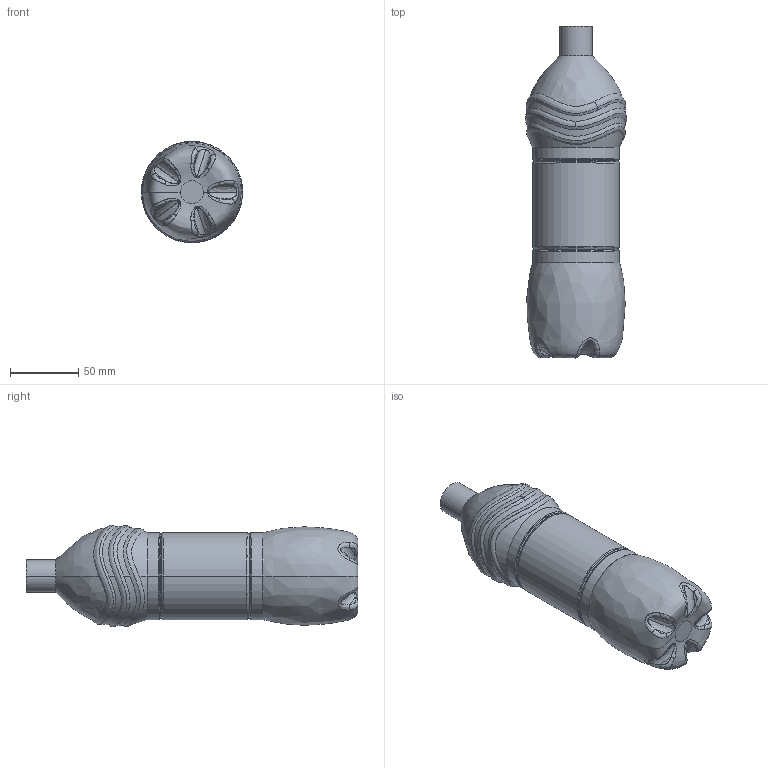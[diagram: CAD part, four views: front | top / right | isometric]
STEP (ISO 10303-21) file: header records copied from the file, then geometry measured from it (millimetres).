
FILE_DESCRIPTION (( 'STEP AP203' ), '1' );
FILE_NAME ('STEP FILE - bottle_grabcad_revised.STEP', '2015-09-01T18:21:02', ( '' ), ( '' ), 'SwSTEP 2.0', 'SolidWorks 2014', '' );
FILE_SCHEMA (( 'CONFIG_CONTROL_DESIGN' ));
Length unit declared in the file: millimetre
Products named in the file (1): STEP FILE - bottle_grabcad_revised
Bounding box: 74.57 x 243.99 x 74.51 mm (x, y, z)
Volume: 32123.3 mm3; surface area: 102043.8 mm2
Topology: 1 solids, 1 shells, 171 faces, 377 edges, 217 vertices
Faces by surface type: bspline 120, torus 32, cylinder 16, plane 3
Entity records: 87885 total; most frequent: CARTESIAN_POINT 84739, ORIENTED_EDGE 754, DIRECTION 472, EDGE_CURVE 377, AXIS2_PLACEMENT_3D 228, VERTEX_POINT 217, B_SPLINE_CURVE_WITH_KNOTS 185, EDGE_LOOP 180
